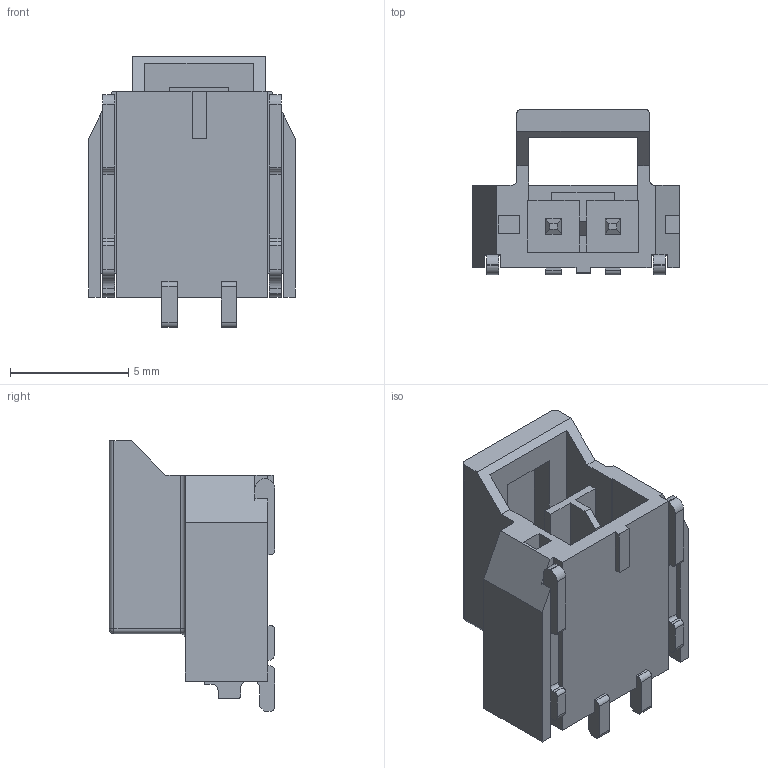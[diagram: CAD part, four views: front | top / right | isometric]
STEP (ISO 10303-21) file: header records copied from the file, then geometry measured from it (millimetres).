
FILE_DESCRIPTION((''),'2;1');
FILE_NAME('1054302102','2021-06-14T',('gga'),(''),'PRO/ENGINEER BY PARAMETRIC TECHNOLOGY CORPORATION, 2016010','PRO/ENGINEER BY PARAMETRIC TECHNOLOGY CORPORATION, 2016010','');
FILE_SCHEMA(('CONFIG_CONTROL_DESIGN'));
Length unit declared in the file: millimetre
Products named in the file (1): 1054302102
Bounding box: 8.74 x 6.99 x 11.43 mm (x, y, z)
Volume: 238.6 mm3; surface area: 653.7 mm2
Topology: 1 solids, 1 shells, 190 faces, 549 edges, 364 vertices
Faces by surface type: plane 145, cylinder 41, torus 2, sphere 2
Entity records: 6196 total; most frequent: CARTESIAN_POINT 1088, ORIENTED_EDGE 1066, DIRECTION 1015, EDGE_CURVE 533, VECTOR 465, LINE 465, VERTEX_POINT 348, AXIS2_PLACEMENT_3D 275
